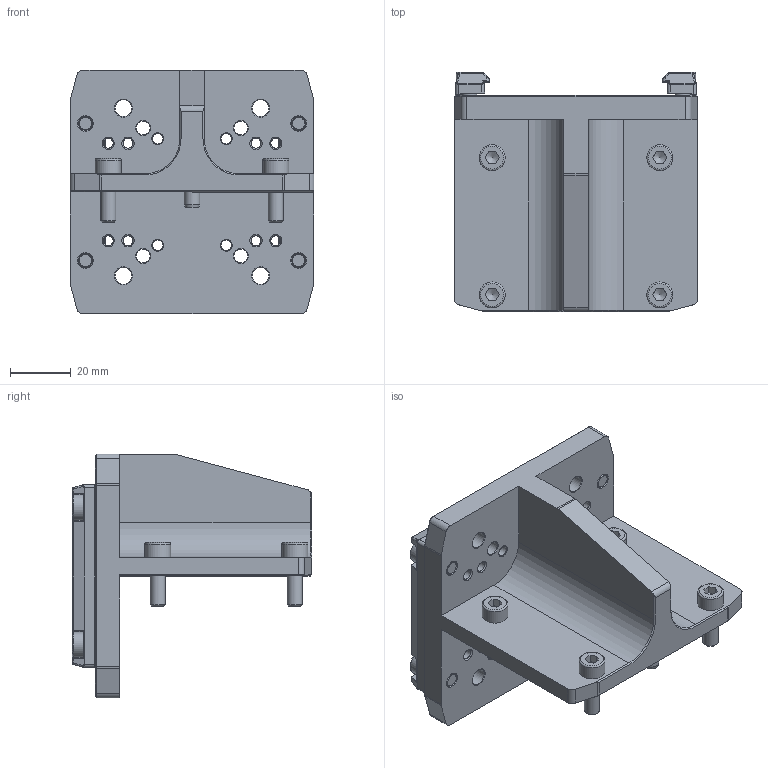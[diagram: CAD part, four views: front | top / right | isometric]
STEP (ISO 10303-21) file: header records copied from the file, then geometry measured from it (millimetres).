
FILE_DESCRIPTION(/* description */ (''),/* implementation_level */ '2;1');
FILE_NAME(/* name */ 'CAD_112567.stp',/* time_stamp */ '2021-08-05T11:32:09+02:00',/* author */ ('mlogar'),/* organization */ (''),/* preprocessor_version */ 'ST-DEVELOPER v18',/* originating_system */ 'Autodesk Inventor 2020',/* authorisation */ '');
FILE_SCHEMA (('AUTOMOTIVE_DESIGN { 1 0 10303 214 3 1 1 }'));
Length unit declared in the file: millimetre
Products named in the file (1): CAD_112567
Bounding box: 80 x 78.5 x 80 mm (x, y, z)
Volume: 106511.8 mm3; surface area: 37904.9 mm2
Topology: 1 solids, 3 shells, 532 faces, 1344 edges, 840 vertices
Faces by surface type: cylinder 164, plane 164, cone 100, bspline 48, torus 40, sphere 16
Full cylindrical faces by diameter (mm): 2 x2, 3.242 x8, 3.5 x4, 4 x2, 4.5 x4, 5 x16, 5.5 x12, 8.5 x8
Entity records: 17929 total; most frequent: CARTESIAN_POINT 4389, DIRECTION 2826, ORIENTED_EDGE 2656, EDGE_CURVE 1328, AXIS2_PLACEMENT_3D 1133, VERTEX_POINT 840, EDGE_LOOP 622, CIRCLE 572
